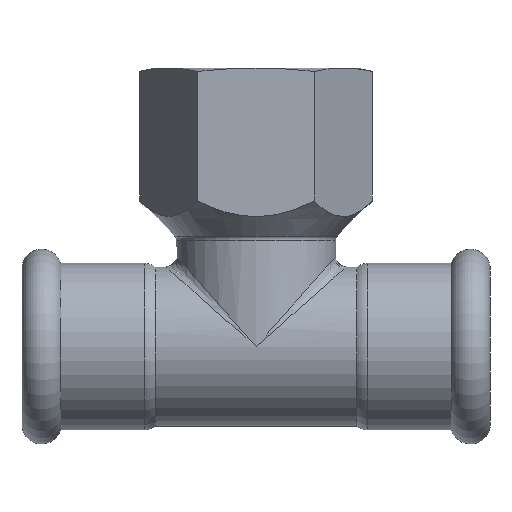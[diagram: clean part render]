
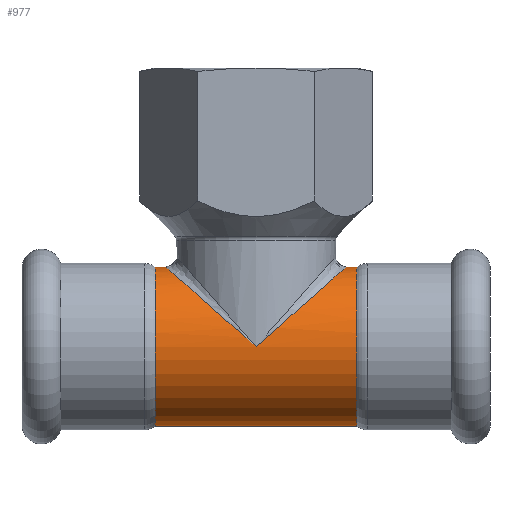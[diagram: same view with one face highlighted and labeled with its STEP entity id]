
A CAD part, front view. The second image highlights one B-rep face of the part: STEP entity #977.
In plain terms, the highlighted cylindrical face has radius 15 mm (diameter 30 mm), a full revolution.
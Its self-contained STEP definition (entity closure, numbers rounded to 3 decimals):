
#16=ELLIPSE('',#1096,22.672,15.);
#19=ELLIPSE('',#1099,22.672,15.);
#97=LINE('',#2042,#125);
#98=LINE('',#2043,#126);
#125=VECTOR('',#1472,15.);
#126=VECTOR('',#1473,15.);
#140=CYLINDRICAL_SURFACE('',#1143,15.);
#189=FACE_OUTER_BOUND('',#242,.T.);
#242=EDGE_LOOP('',(#891,#892,#893,#894,#895,#896,#897,#898,#899,#900,#901,
#902));
#321=CIRCLE('',#1121,15.);
#322=CIRCLE('',#1122,15.);
#323=CIRCLE('',#1123,15.);
#337=CIRCLE('',#1144,15.);
#338=CIRCLE('',#1145,15.);
#339=CIRCLE('',#1146,15.);
#417=VERTEX_POINT('',#1818);
#418=VERTEX_POINT('',#1820);
#432=VERTEX_POINT('',#1996);
#433=VERTEX_POINT('',#1998);
#434=VERTEX_POINT('',#2000);
#445=VERTEX_POINT('',#2037);
#446=VERTEX_POINT('',#2038);
#447=VERTEX_POINT('',#2040);
#553=EDGE_CURVE('',#417,#418,#16,.T.);
#556=EDGE_CURVE('',#418,#417,#19,.T.);
#577=EDGE_CURVE('',#433,#432,#321,.T.);
#578=EDGE_CURVE('',#434,#433,#322,.T.);
#579=EDGE_CURVE('',#432,#434,#323,.T.);
#597=EDGE_CURVE('',#445,#446,#337,.T.);
#598=EDGE_CURVE('',#447,#445,#338,.T.);
#599=EDGE_CURVE('',#447,#417,#97,.T.);
#600=EDGE_CURVE('',#417,#434,#98,.T.);
#601=EDGE_CURVE('',#446,#447,#339,.T.);
#891=ORIENTED_EDGE('',*,*,#597,.F.);
#892=ORIENTED_EDGE('',*,*,#598,.F.);
#893=ORIENTED_EDGE('',*,*,#599,.T.);
#894=ORIENTED_EDGE('',*,*,#600,.T.);
#895=ORIENTED_EDGE('',*,*,#578,.T.);
#896=ORIENTED_EDGE('',*,*,#577,.T.);
#897=ORIENTED_EDGE('',*,*,#579,.T.);
#898=ORIENTED_EDGE('',*,*,#600,.F.);
#899=ORIENTED_EDGE('',*,*,#556,.F.);
#900=ORIENTED_EDGE('',*,*,#553,.F.);
#901=ORIENTED_EDGE('',*,*,#599,.F.);
#902=ORIENTED_EDGE('',*,*,#601,.F.);
#977=ADVANCED_FACE('',(#189),#140,.T.);
#1096=AXIS2_PLACEMENT_3D('',#1821,#1364,#1365);
#1099=AXIS2_PLACEMENT_3D('',#1874,#1370,#1371);
#1121=AXIS2_PLACEMENT_3D('',#1999,#1418,#1419);
#1122=AXIS2_PLACEMENT_3D('',#2001,#1420,#1421);
#1123=AXIS2_PLACEMENT_3D('',#2002,#1422,#1423);
#1143=AXIS2_PLACEMENT_3D('',#2036,#1466,#1467);
#1144=AXIS2_PLACEMENT_3D('',#2039,#1468,#1469);
#1145=AXIS2_PLACEMENT_3D('',#2041,#1470,#1471);
#1146=AXIS2_PLACEMENT_3D('',#2044,#1474,#1475);
#1364=DIRECTION('center_axis',(-0.662,0.,0.75));
#1365=DIRECTION('ref_axis',(0.75,0.,0.662));
#1370=DIRECTION('center_axis',(0.662,0.,0.75));
#1371=DIRECTION('ref_axis',(-0.75,0.,0.662));
#1418=DIRECTION('center_axis',(1.,0.,0.));
#1419=DIRECTION('ref_axis',(0.,1.,0.));
#1420=DIRECTION('center_axis',(1.,0.,0.));
#1421=DIRECTION('ref_axis',(0.,1.,0.));
#1422=DIRECTION('center_axis',(1.,0.,0.));
#1423=DIRECTION('ref_axis',(0.,1.,0.));
#1466=DIRECTION('center_axis',(1.,0.,0.));
#1467=DIRECTION('ref_axis',(0.,1.,0.));
#1468=DIRECTION('center_axis',(1.,0.,0.));
#1469=DIRECTION('ref_axis',(0.,1.,0.));
#1470=DIRECTION('center_axis',(1.,0.,0.));
#1471=DIRECTION('ref_axis',(0.,1.,0.));
#1472=DIRECTION('',(-1.,0.,0.));
#1473=DIRECTION('',(-1.,0.,0.));
#1474=DIRECTION('center_axis',(1.,0.,0.));
#1475=DIRECTION('ref_axis',(0.,1.,0.));
#1818=CARTESIAN_POINT('',(0.,-15.,0.));
#1820=CARTESIAN_POINT('',(0.,15.,0.));
#1821=CARTESIAN_POINT('Origin',(0.,0.,0.));
#1874=CARTESIAN_POINT('Origin',(0.,0.,0.));
#1996=CARTESIAN_POINT('',(-19.,0.,15.));
#1998=CARTESIAN_POINT('',(-19.,15.,0.));
#1999=CARTESIAN_POINT('Origin',(-19.,0.,0.));
#2000=CARTESIAN_POINT('',(-19.,-15.,0.));
#2001=CARTESIAN_POINT('Origin',(-19.,0.,0.));
#2002=CARTESIAN_POINT('Origin',(-19.,0.,0.));
#2036=CARTESIAN_POINT('Origin',(14.8,0.,0.));
#2037=CARTESIAN_POINT('',(19.,15.,0.));
#2038=CARTESIAN_POINT('',(19.,0.,15.));
#2039=CARTESIAN_POINT('Origin',(19.,0.,0.));
#2040=CARTESIAN_POINT('',(19.,-15.,0.));
#2041=CARTESIAN_POINT('Origin',(19.,0.,0.));
#2042=CARTESIAN_POINT('',(14.8,-15.,0.));
#2043=CARTESIAN_POINT('',(14.8,-15.,0.));
#2044=CARTESIAN_POINT('Origin',(19.,0.,0.));
